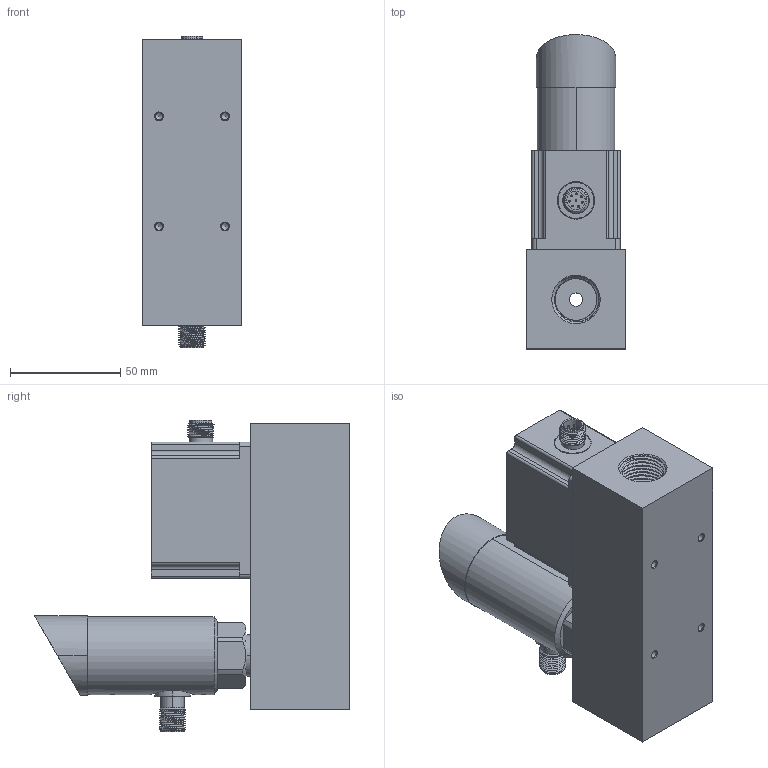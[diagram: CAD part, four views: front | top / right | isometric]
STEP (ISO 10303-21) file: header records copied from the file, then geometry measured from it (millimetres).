
FILE_DESCRIPTION(/* description */ (''),/* implementation_level */ '2;1');
FILE_NAME(/* name */ 'FM160-006-GK-P FM160带压力孔.stp',/* time_stamp */ '2023-03-29T14:22:56+08:00',/* author */ (''),/* organization */ (''),/* preprocessor_version */ 'ST-DEVELOPER v16',/* originating_system */ 'SIEMENS PLM Software NX 10.0',/* authorisation */ '');
FILE_SCHEMA (('CONFIG_CONTROL_DESIGN'));
Products named in the file (8): FM160-006-GK-P_id6_x_t; PS300-G14M_ASM.STP_id10_x_t; PS300-G14M_ASM.STP_id14_x_t; FM160-006-GK-P_id18_x_t; FM160-006-GK-P_id22_x_t; FM160-006-GK-P_id26_x_t; FM160-006-GK-P_id30_x_t; FM160-006-GK-P_x_t
Assembly tree (7 placements, depth 2):
  FM160-006-GK-P_x_t
    FM160-006-GK-P_id30_x_t
    FM160-006-GK-P_id26_x_t
    FM160-006-GK-P_id22_x_t
    FM160-006-GK-P_id18_x_t
    PS300-G14M_ASM.STP_id14_x_t
    PS300-G14M_ASM.STP_id10_x_t
    FM160-006-GK-P_id6_x_t
Bounding box: 45 x 142.99 x 141.7 mm (x, y, z)
Volume: 354470.4 mm3; surface area: 84820.9 mm2
Topology: 7 solids, 7 shells, 1638 faces, 4349 edges, 2860 vertices
Faces by surface type: plane 1093, cylinder 353, bspline 106, cone 76, sphere 10
Full cylindrical faces by diameter (mm): 2.05 x5, 3.3 x4, 4 x1, 6 x1, 12 x1
Entity records: 110374 total; most frequent: CARTESIAN_POINT 69409, ORIENTED_EDGE 8548, DIRECTION 7766, EDGE_CURVE 4274, LINE 3120, VECTOR 3120, VERTEX_POINT 2843, AXIS2_PLACEMENT_3D 2323
